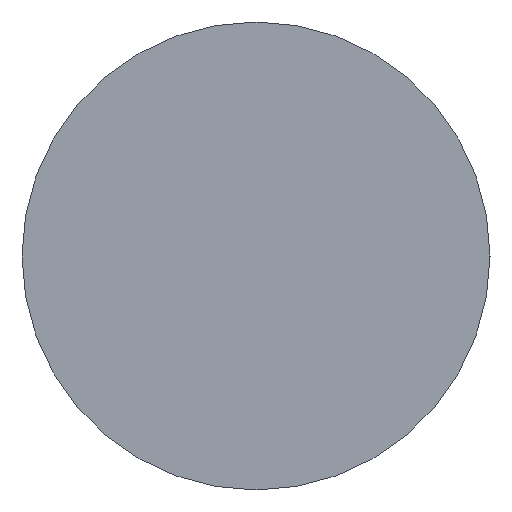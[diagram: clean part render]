
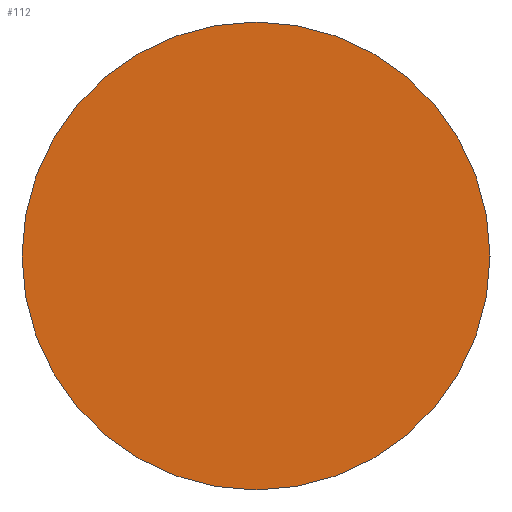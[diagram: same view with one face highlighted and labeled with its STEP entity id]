
A CAD part, left-side view. The second image highlights one B-rep face of the part: STEP entity #112.
In plain terms, the highlighted planar face has unit normal (-1, 0, 0).
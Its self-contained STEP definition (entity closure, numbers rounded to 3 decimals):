
#5 = CARTESIAN_POINT ( 'NONE',  ( 57.358, 20.079, 0. ) ) ;
#12 = EDGE_LOOP ( 'NONE', ( #122, #136 ) ) ;
#21 = CARTESIAN_POINT ( 'NONE',  ( 57.358, 32.579, 0. ) ) ;
#45 = CARTESIAN_POINT ( 'NONE',  ( 57.358, 32.579, 0. ) ) ;
#46 = CARTESIAN_POINT ( 'NONE',  ( 57.358, 45.079, 0. ) ) ;
#49 = AXIS2_PLACEMENT_3D ( 'NONE', #95, #57, #141 ) ;
#51 = AXIS2_PLACEMENT_3D ( 'NONE', #21, #71, #92 ) ;
#57 = DIRECTION ( 'NONE',  ( 1., 0., 0. ) ) ;
#60 = CIRCLE ( 'NONE', #132, 12.5 ) ;
#71 = DIRECTION ( 'NONE',  ( -1., 0., 0. ) ) ;
#73 = FACE_OUTER_BOUND ( 'NONE', #12, .T. ) ;
#82 = DIRECTION ( 'NONE',  ( 0., -1., 0. ) ) ;
#89 = EDGE_CURVE ( 'NONE', #162, #140, #133, .T. ) ;
#92 = DIRECTION ( 'NONE',  ( 0., -1., 0. ) ) ;
#95 = CARTESIAN_POINT ( 'NONE',  ( 57.358, 32.579, 0. ) ) ;
#102 = DIRECTION ( 'NONE',  ( -1., 0., 0. ) ) ;
#112 = ADVANCED_FACE ( 'NONE', ( #73 ), #144, .F. ) ;
#122 = ORIENTED_EDGE ( 'NONE', *, *, #89, .T. ) ;
#132 = AXIS2_PLACEMENT_3D ( 'NONE', #45, #102, #82 ) ;
#133 = CIRCLE ( 'NONE', #51, 12.5 ) ;
#136 = ORIENTED_EDGE ( 'NONE', *, *, #148, .T. ) ;
#140 = VERTEX_POINT ( 'NONE', #46 ) ;
#141 = DIRECTION ( 'NONE',  ( 0., 1., 0. ) ) ;
#144 = PLANE ( 'NONE',  #49 ) ;
#148 = EDGE_CURVE ( 'NONE', #140, #162, #60, .T. ) ;
#162 = VERTEX_POINT ( 'NONE', #5 ) ;
